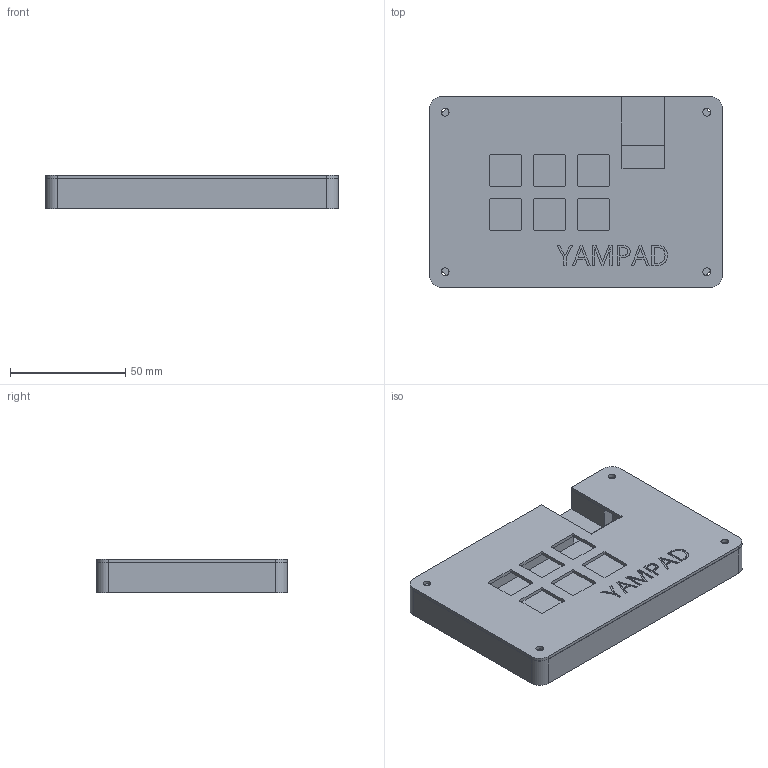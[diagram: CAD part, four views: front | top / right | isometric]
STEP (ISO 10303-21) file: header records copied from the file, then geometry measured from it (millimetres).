
FILE_DESCRIPTION(/* description */ ('STEP AP242','CAx-IF Rec.Pracs.---Representation and Presentation of Product Manufacturing Information (PMI)---4.0---2014-10-13','CAx-IF Rec.Pracs.---3D Tessellated Geometry---0.4---2014-09-14','2;1'),/* implementation_level */ '2;1');
FILE_NAME(/* name */ '684c852d4752ad4f5447ea77',/* time_stamp */ '2025-06-13T20:08:13Z',/* author */ (''),/* organization */ (''),/* preprocessor_version */ 'ST-DEVELOPER v20',/* originating_system */ 'ONSHAPE BY PTC INC, 1.199',/* authorisation */ ' ');
FILE_SCHEMA (('AP242_MANAGED_MODEL_BASED_3D_ENGINEERING_MIM_LF { 1 0 10303 442 1 1 4 }'));
Length unit declared in the file: metre
Products named in the file (6): Part 2; Part 5; Part 1; Part 4; Part 3
Bounding box: 126.8 x 82.5 x 14.4 mm (x, y, z)
Volume: 112444 mm3; surface area: 50729.2 mm2
Topology: 6 solids, 6 shells, 201 faces, 534 edges, 356 vertices
Faces by surface type: plane 156, cylinder 29, bspline 16
Full cylindrical faces by diameter (mm): 3.4 x8, 8.6 x8
Entity records: 6373 total; most frequent: CARTESIAN_POINT 1257, ORIENTED_EDGE 1036, DIRECTION 926, EDGE_CURVE 518, LINE 428, VECTOR 428, VERTEX_POINT 356, EDGE_LOOP 264
